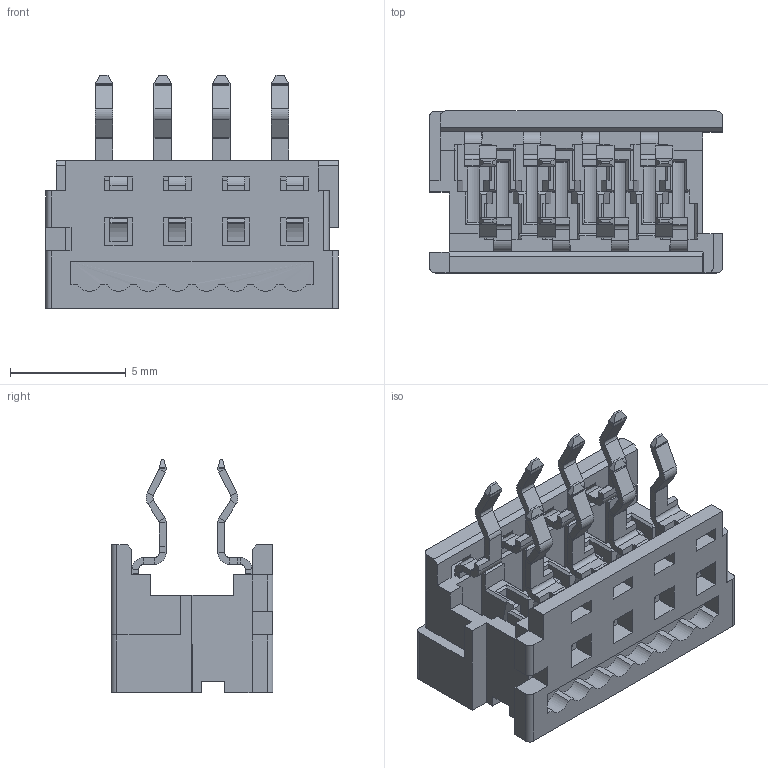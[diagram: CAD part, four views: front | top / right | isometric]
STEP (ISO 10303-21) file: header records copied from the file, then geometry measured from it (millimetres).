
FILE_DESCRIPTION( ('This file contains a STEP AP42 implementation' ,'as created by ZW3D STEP Interface translator.') ,'2;1' );
FILE_NAME( '3901-08FDXXANWA1.stp' ,'231212.155022', (''), ('ZWCAD Software Co.'), 'Version 1.0', 'ZW3D to STEP translator', '' );
FILE_SCHEMA(('AUTOMOTIVE_DESIGN { 1 0 10303 214 1 1 1 1 }'));
Length unit declared in the file: millimetre
Products named in the file (2): 0; 3901-08FDXXANWA1
Bounding box: 12.67 x 7 x 10.1 mm (x, y, z)
Volume: 269.8 mm3; surface area: 936.2 mm2
Topology: 1 solids, 1 shells, 928 faces, 2320 edges, 1410 vertices
Faces by surface type: plane 691, cylinder 135, bspline 102
Entity records: 27950 total; most frequent: CARTESIAN_POINT 5185, ORIENTED_EDGE 4640, DIRECTION 4202, EDGE_CURVE 2320, VECTOR 2004, LINE 2004, VERTEX_POINT 1410, AXIS2_PLACEMENT_3D 1099
